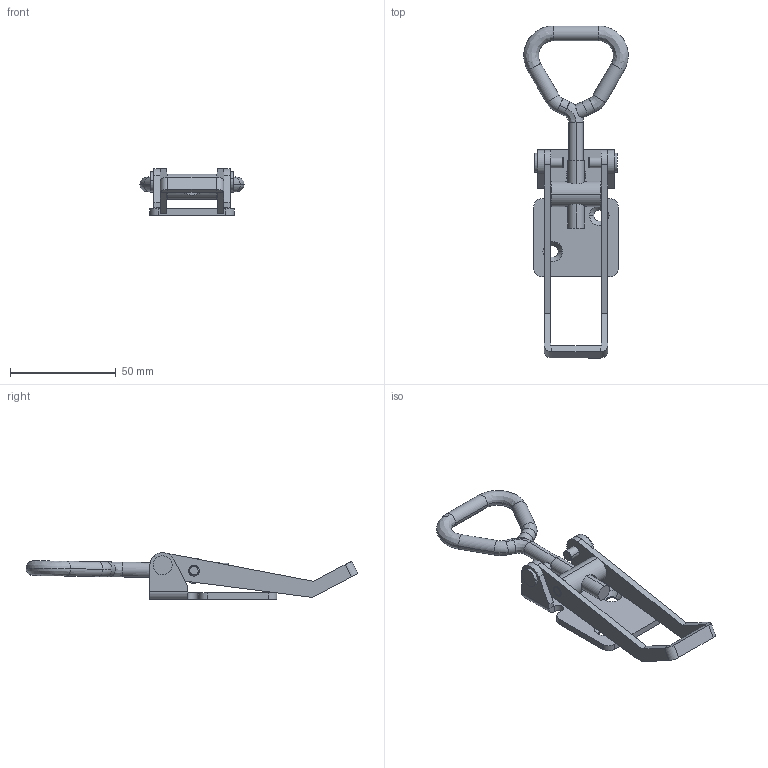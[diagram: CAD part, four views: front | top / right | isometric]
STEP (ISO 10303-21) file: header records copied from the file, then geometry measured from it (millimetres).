
FILE_DESCRIPTION (( 'STEP AP214' ), '1' );
FILE_NAME ('54320 - 703 C Stainless.STEP', '2016-08-23T10:57:39', ( '' ), ( '' ), 'SwSTEP 2.0', 'SolidWorks 2015', '' );
FILE_SCHEMA (( 'AUTOMOTIVE_DESIGN' ));
Length unit declared in the file: millimetre
Products named in the file (12): 703 - Skruvögla; 703 - Rulle RF; 704 - Rivet Gradin; 703 RF - Bygel; 74295 - Platta 703 C RF; 54320 - 703 C Stainless
Assembly tree (6 placements, depth 2):
  703 - Skruvögla
  703 - Rulle RF
  704 - Rivet Gradin
  704 - Rivet Gradin
  703 RF - Bygel
Bounding box: 49.37 x 156.9 x 22 mm (x, y, z)
Volume: 23493.4 mm3; surface area: 17672.2 mm2
Topology: 6 solids, 6 shells, 162 faces, 370 edges, 226 vertices
Faces by surface type: cylinder 66, plane 60, cone 18, bspline 16, torus 2
Entity records: 5018 total; most frequent: CARTESIAN_POINT 1218, DIRECTION 782, ORIENTED_EDGE 696, EDGE_CURVE 348, AXIS2_PLACEMENT_3D 306, VERTEX_POINT 212, EDGE_LOOP 176, VECTOR 170
